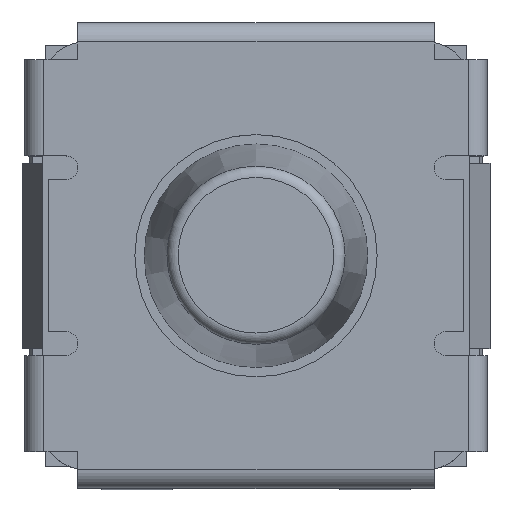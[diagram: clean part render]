
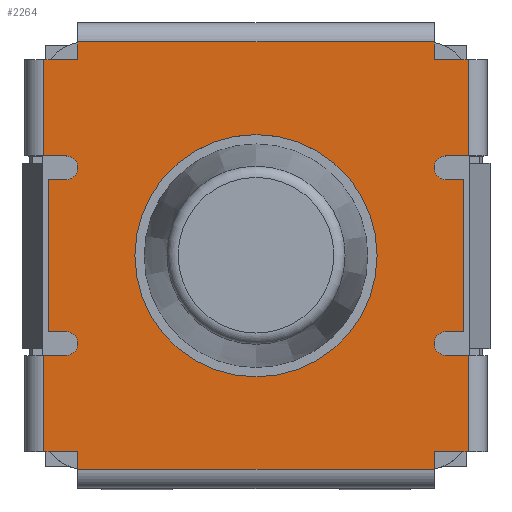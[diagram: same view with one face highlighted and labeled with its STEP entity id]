
A CAD part, top view. The second image highlights one B-rep face of the part: STEP entity #2264.
In plain terms, the highlighted face is planar.
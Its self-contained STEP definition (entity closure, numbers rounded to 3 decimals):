
#1778 = VERTEX_POINT('',#1779);
#1779 = CARTESIAN_POINT('',(-1.905,2.54,-2.286));
#1786 = EDGE_CURVE('',#1778,#1787,#1789,.T.);
#1787 = VERTEX_POINT('',#1788);
#1788 = CARTESIAN_POINT('',(-1.905,2.54,-2.095));
#1789 = LINE('',#1790,#1791);
#1790 = CARTESIAN_POINT('',(-1.905,2.54,-2.362));
#1791 = VECTOR('',#1792,1.);
#1792 = DIRECTION('',(0.,0.,1.));
#2221 = VERTEX_POINT('',#2222);
#2222 = CARTESIAN_POINT('',(-2.268,2.54,-2.095));
#2229 = EDGE_CURVE('',#1787,#2221,#2230,.T.);
#2230 = LINE('',#2231,#2232);
#2231 = CARTESIAN_POINT('',(-1.905,2.54,-2.095));
#2232 = VECTOR('',#2233,1.);
#2233 = DIRECTION('',(-1.,0.,0.));
#2244 = VERTEX_POINT('',#2245);
#2245 = CARTESIAN_POINT('',(1.905,2.54,-2.286));
#2254 = EDGE_CURVE('',#2244,#1778,#2255,.T.);
#2255 = LINE('',#2256,#2257);
#2256 = CARTESIAN_POINT('',(1.905,2.54,-2.286));
#2257 = VECTOR('',#2258,1.);
#2258 = DIRECTION('',(-1.,0.,0.));
#2264 = ADVANCED_FACE('',(#2265,#2472),#2483,.F.);
#2265 = FACE_BOUND('',#2266,.F.);
#2266 = EDGE_LOOP('',(#2267,#2268,#2269,#2277,#2285,#2293,#2301,#2310,
    #2318,#2326,#2334,#2343,#2351,#2359,#2367,#2375,#2383,#2391,#2399,
    #2407,#2415,#2424,#2432,#2440,#2448,#2457,#2465,#2471));
#2267 = ORIENTED_EDGE('',*,*,#1786,.F.);
#2268 = ORIENTED_EDGE('',*,*,#2254,.F.);
#2269 = ORIENTED_EDGE('',*,*,#2270,.T.);
#2270 = EDGE_CURVE('',#2244,#2271,#2273,.T.);
#2271 = VERTEX_POINT('',#2272);
#2272 = CARTESIAN_POINT('',(1.905,2.54,-2.095));
#2273 = LINE('',#2274,#2275);
#2274 = CARTESIAN_POINT('',(1.905,2.54,-2.362));
#2275 = VECTOR('',#2276,1.);
#2276 = DIRECTION('',(0.,0.,1.));
#2277 = ORIENTED_EDGE('',*,*,#2278,.T.);
#2278 = EDGE_CURVE('',#2271,#2279,#2281,.T.);
#2279 = VERTEX_POINT('',#2280);
#2280 = CARTESIAN_POINT('',(2.268,2.54,-2.095));
#2281 = LINE('',#2282,#2283);
#2282 = CARTESIAN_POINT('',(1.905,2.54,-2.095));
#2283 = VECTOR('',#2284,1.);
#2284 = DIRECTION('',(1.,0.,0.));
#2285 = ORIENTED_EDGE('',*,*,#2286,.T.);
#2286 = EDGE_CURVE('',#2279,#2287,#2289,.T.);
#2287 = VERTEX_POINT('',#2288);
#2288 = CARTESIAN_POINT('',(2.268,2.54,-1.067));
#2289 = LINE('',#2290,#2291);
#2290 = CARTESIAN_POINT('',(2.268,2.54,-2.362));
#2291 = VECTOR('',#2292,1.);
#2292 = DIRECTION('',(0.,0.,1.));
#2293 = ORIENTED_EDGE('',*,*,#2294,.F.);
#2294 = EDGE_CURVE('',#2295,#2287,#2297,.T.);
#2295 = VERTEX_POINT('',#2296);
#2296 = CARTESIAN_POINT('',(2.032,2.54,-1.067));
#2297 = LINE('',#2298,#2299);
#2298 = CARTESIAN_POINT('',(2.032,2.54,-1.067));
#2299 = VECTOR('',#2300,1.);
#2300 = DIRECTION('',(1.,0.,0.));
#2301 = ORIENTED_EDGE('',*,*,#2302,.T.);
#2302 = EDGE_CURVE('',#2295,#2303,#2305,.T.);
#2303 = VERTEX_POINT('',#2304);
#2304 = CARTESIAN_POINT('',(2.032,2.54,-0.813));
#2305 = CIRCLE('',#2306,0.127);
#2306 = AXIS2_PLACEMENT_3D('',#2307,#2308,#2309);
#2307 = CARTESIAN_POINT('',(2.032,2.54,-0.94));
#2308 = DIRECTION('',(0.,1.,0.));
#2309 = DIRECTION('',(-1.,0.,0.));
#2310 = ORIENTED_EDGE('',*,*,#2311,.F.);
#2311 = EDGE_CURVE('',#2312,#2303,#2314,.T.);
#2312 = VERTEX_POINT('',#2313);
#2313 = CARTESIAN_POINT('',(2.222,2.54,-0.813));
#2314 = LINE('',#2315,#2316);
#2315 = CARTESIAN_POINT('',(2.222,2.54,-0.813));
#2316 = VECTOR('',#2317,1.);
#2317 = DIRECTION('',(-1.,0.,0.));
#2318 = ORIENTED_EDGE('',*,*,#2319,.F.);
#2319 = EDGE_CURVE('',#2320,#2312,#2322,.T.);
#2320 = VERTEX_POINT('',#2321);
#2321 = CARTESIAN_POINT('',(2.222,2.54,0.813));
#2322 = LINE('',#2323,#2324);
#2323 = CARTESIAN_POINT('',(2.222,2.54,0.813));
#2324 = VECTOR('',#2325,1.);
#2325 = DIRECTION('',(-0.,0.,-1.));
#2326 = ORIENTED_EDGE('',*,*,#2327,.F.);
#2327 = EDGE_CURVE('',#2328,#2320,#2330,.T.);
#2328 = VERTEX_POINT('',#2329);
#2329 = CARTESIAN_POINT('',(2.032,2.54,0.813));
#2330 = LINE('',#2331,#2332);
#2331 = CARTESIAN_POINT('',(2.032,2.54,0.813));
#2332 = VECTOR('',#2333,1.);
#2333 = DIRECTION('',(1.,0.,0.));
#2334 = ORIENTED_EDGE('',*,*,#2335,.T.);
#2335 = EDGE_CURVE('',#2328,#2336,#2338,.T.);
#2336 = VERTEX_POINT('',#2337);
#2337 = CARTESIAN_POINT('',(2.032,2.54,1.067));
#2338 = CIRCLE('',#2339,0.127);
#2339 = AXIS2_PLACEMENT_3D('',#2340,#2341,#2342);
#2340 = CARTESIAN_POINT('',(2.032,2.54,0.94));
#2341 = DIRECTION('',(0.,1.,0.));
#2342 = DIRECTION('',(-1.,0.,0.));
#2343 = ORIENTED_EDGE('',*,*,#2344,.F.);
#2344 = EDGE_CURVE('',#2345,#2336,#2347,.T.);
#2345 = VERTEX_POINT('',#2346);
#2346 = CARTESIAN_POINT('',(2.268,2.54,1.067));
#2347 = LINE('',#2348,#2349);
#2348 = CARTESIAN_POINT('',(2.722,2.54,1.067));
#2349 = VECTOR('',#2350,1.);
#2350 = DIRECTION('',(-1.,0.,0.));
#2351 = ORIENTED_EDGE('',*,*,#2352,.T.);
#2352 = EDGE_CURVE('',#2345,#2353,#2355,.T.);
#2353 = VERTEX_POINT('',#2354);
#2354 = CARTESIAN_POINT('',(2.268,2.54,2.095));
#2355 = LINE('',#2356,#2357);
#2356 = CARTESIAN_POINT('',(2.268,2.54,-2.362));
#2357 = VECTOR('',#2358,1.);
#2358 = DIRECTION('',(0.,0.,1.));
#2359 = ORIENTED_EDGE('',*,*,#2360,.F.);
#2360 = EDGE_CURVE('',#2361,#2353,#2363,.T.);
#2361 = VERTEX_POINT('',#2362);
#2362 = CARTESIAN_POINT('',(1.905,2.54,2.095));
#2363 = LINE('',#2364,#2365);
#2364 = CARTESIAN_POINT('',(1.905,2.54,2.095));
#2365 = VECTOR('',#2366,1.);
#2366 = DIRECTION('',(1.,0.,0.));
#2367 = ORIENTED_EDGE('',*,*,#2368,.F.);
#2368 = EDGE_CURVE('',#2369,#2361,#2371,.T.);
#2369 = VERTEX_POINT('',#2370);
#2370 = CARTESIAN_POINT('',(1.905,2.54,2.286));
#2371 = LINE('',#2372,#2373);
#2372 = CARTESIAN_POINT('',(1.905,2.54,2.362));
#2373 = VECTOR('',#2374,1.);
#2374 = DIRECTION('',(-0.,0.,-1.));
#2375 = ORIENTED_EDGE('',*,*,#2376,.T.);
#2376 = EDGE_CURVE('',#2369,#2377,#2379,.T.);
#2377 = VERTEX_POINT('',#2378);
#2378 = CARTESIAN_POINT('',(-1.905,2.54,2.286));
#2379 = LINE('',#2380,#2381);
#2380 = CARTESIAN_POINT('',(1.905,2.54,2.286));
#2381 = VECTOR('',#2382,1.);
#2382 = DIRECTION('',(-1.,0.,0.));
#2383 = ORIENTED_EDGE('',*,*,#2384,.T.);
#2384 = EDGE_CURVE('',#2377,#2385,#2387,.T.);
#2385 = VERTEX_POINT('',#2386);
#2386 = CARTESIAN_POINT('',(-1.905,2.54,2.095));
#2387 = LINE('',#2388,#2389);
#2388 = CARTESIAN_POINT('',(-1.905,2.54,2.362));
#2389 = VECTOR('',#2390,1.);
#2390 = DIRECTION('',(0.,0.,-1.));
#2391 = ORIENTED_EDGE('',*,*,#2392,.T.);
#2392 = EDGE_CURVE('',#2385,#2393,#2395,.T.);
#2393 = VERTEX_POINT('',#2394);
#2394 = CARTESIAN_POINT('',(-2.268,2.54,2.095));
#2395 = LINE('',#2396,#2397);
#2396 = CARTESIAN_POINT('',(-1.905,2.54,2.095));
#2397 = VECTOR('',#2398,1.);
#2398 = DIRECTION('',(-1.,0.,0.));
#2399 = ORIENTED_EDGE('',*,*,#2400,.F.);
#2400 = EDGE_CURVE('',#2401,#2393,#2403,.T.);
#2401 = VERTEX_POINT('',#2402);
#2402 = CARTESIAN_POINT('',(-2.268,2.54,1.067));
#2403 = LINE('',#2404,#2405);
#2404 = CARTESIAN_POINT('',(-2.268,2.54,-2.362));
#2405 = VECTOR('',#2406,1.);
#2406 = DIRECTION('',(0.,0.,1.));
#2407 = ORIENTED_EDGE('',*,*,#2408,.T.);
#2408 = EDGE_CURVE('',#2401,#2409,#2411,.T.);
#2409 = VERTEX_POINT('',#2410);
#2410 = CARTESIAN_POINT('',(-2.032,2.54,1.067));
#2411 = LINE('',#2412,#2413);
#2412 = CARTESIAN_POINT('',(-2.722,2.54,1.067));
#2413 = VECTOR('',#2414,1.);
#2414 = DIRECTION('',(1.,0.,0.));
#2415 = ORIENTED_EDGE('',*,*,#2416,.F.);
#2416 = EDGE_CURVE('',#2417,#2409,#2419,.T.);
#2417 = VERTEX_POINT('',#2418);
#2418 = CARTESIAN_POINT('',(-2.032,2.54,0.813));
#2419 = CIRCLE('',#2420,0.127);
#2420 = AXIS2_PLACEMENT_3D('',#2421,#2422,#2423);
#2421 = CARTESIAN_POINT('',(-2.032,2.54,0.94));
#2422 = DIRECTION('',(0.,-1.,0.));
#2423 = DIRECTION('',(1.,0.,0.));
#2424 = ORIENTED_EDGE('',*,*,#2425,.T.);
#2425 = EDGE_CURVE('',#2417,#2426,#2428,.T.);
#2426 = VERTEX_POINT('',#2427);
#2427 = CARTESIAN_POINT('',(-2.222,2.54,0.813));
#2428 = LINE('',#2429,#2430);
#2429 = CARTESIAN_POINT('',(-2.032,2.54,0.813));
#2430 = VECTOR('',#2431,1.);
#2431 = DIRECTION('',(-1.,0.,0.));
#2432 = ORIENTED_EDGE('',*,*,#2433,.T.);
#2433 = EDGE_CURVE('',#2426,#2434,#2436,.T.);
#2434 = VERTEX_POINT('',#2435);
#2435 = CARTESIAN_POINT('',(-2.222,2.54,-0.813));
#2436 = LINE('',#2437,#2438);
#2437 = CARTESIAN_POINT('',(-2.222,2.54,0.813));
#2438 = VECTOR('',#2439,1.);
#2439 = DIRECTION('',(0.,0.,-1.));
#2440 = ORIENTED_EDGE('',*,*,#2441,.T.);
#2441 = EDGE_CURVE('',#2434,#2442,#2444,.T.);
#2442 = VERTEX_POINT('',#2443);
#2443 = CARTESIAN_POINT('',(-2.032,2.54,-0.813));
#2444 = LINE('',#2445,#2446);
#2445 = CARTESIAN_POINT('',(-2.222,2.54,-0.813));
#2446 = VECTOR('',#2447,1.);
#2447 = DIRECTION('',(1.,0.,0.));
#2448 = ORIENTED_EDGE('',*,*,#2449,.F.);
#2449 = EDGE_CURVE('',#2450,#2442,#2452,.T.);
#2450 = VERTEX_POINT('',#2451);
#2451 = CARTESIAN_POINT('',(-2.032,2.54,-1.067));
#2452 = CIRCLE('',#2453,0.127);
#2453 = AXIS2_PLACEMENT_3D('',#2454,#2455,#2456);
#2454 = CARTESIAN_POINT('',(-2.032,2.54,-0.94));
#2455 = DIRECTION('',(0.,-1.,0.));
#2456 = DIRECTION('',(1.,0.,0.));
#2457 = ORIENTED_EDGE('',*,*,#2458,.T.);
#2458 = EDGE_CURVE('',#2450,#2459,#2461,.T.);
#2459 = VERTEX_POINT('',#2460);
#2460 = CARTESIAN_POINT('',(-2.268,2.54,-1.067));
#2461 = LINE('',#2462,#2463);
#2462 = CARTESIAN_POINT('',(-2.032,2.54,-1.067));
#2463 = VECTOR('',#2464,1.);
#2464 = DIRECTION('',(-1.,0.,0.));
#2465 = ORIENTED_EDGE('',*,*,#2466,.F.);
#2466 = EDGE_CURVE('',#2221,#2459,#2467,.T.);
#2467 = LINE('',#2468,#2469);
#2468 = CARTESIAN_POINT('',(-2.268,2.54,-2.362));
#2469 = VECTOR('',#2470,1.);
#2470 = DIRECTION('',(0.,0.,1.));
#2471 = ORIENTED_EDGE('',*,*,#2229,.F.);
#2472 = FACE_BOUND('',#2473,.F.);
#2473 = EDGE_LOOP('',(#2474));
#2474 = ORIENTED_EDGE('',*,*,#2475,.T.);
#2475 = EDGE_CURVE('',#2476,#2476,#2478,.T.);
#2476 = VERTEX_POINT('',#2477);
#2477 = CARTESIAN_POINT('',(-1.295,2.54,
    0.));
#2478 = CIRCLE('',#2479,1.295);
#2479 = AXIS2_PLACEMENT_3D('',#2480,#2481,#2482);
#2480 = CARTESIAN_POINT('',(0.,2.54,
    0.));
#2481 = DIRECTION('',(0.,1.,0.));
#2482 = DIRECTION('',(-1.,0.,0.));
#2483 = PLANE('',#2484);
#2484 = AXIS2_PLACEMENT_3D('',#2485,#2486,#2487);
#2485 = CARTESIAN_POINT('',(0.,2.54,
    0.));
#2486 = DIRECTION('',(0.,-1.,0.));
#2487 = DIRECTION('',(-1.,0.,0.));
